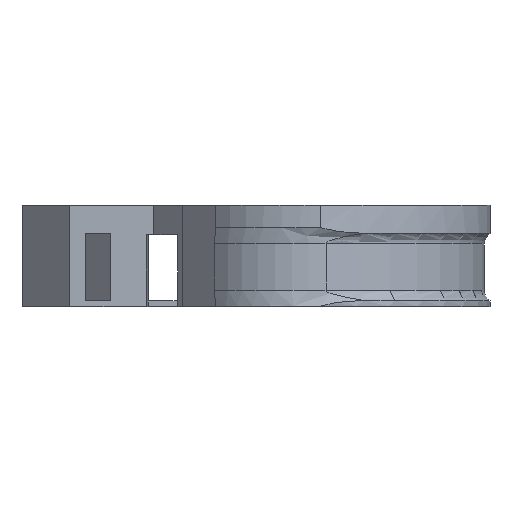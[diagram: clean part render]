
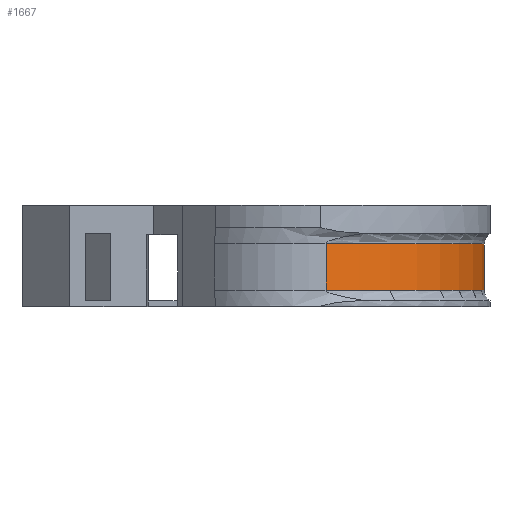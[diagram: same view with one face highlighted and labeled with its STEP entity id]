
A CAD part, top view. The second image highlights one B-rep face of the part: STEP entity #1667.
In plain terms, the highlighted cylindrical face has radius 9.867 mm (diameter 19.735 mm), a partial arc.
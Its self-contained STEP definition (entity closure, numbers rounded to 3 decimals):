
#57 = ORIENTED_EDGE ( 'NONE', *, *, #1893, .F. ) ;
#99 = AXIS2_PLACEMENT_3D ( 'NONE', #404, #236, #182 ) ;
#182 = DIRECTION ( 'NONE',  ( 1., 0., 0. ) ) ;
#236 = DIRECTION ( 'NONE',  ( 0., -1., 0. ) ) ;
#403 = CARTESIAN_POINT ( 'NONE',  ( 2.814, 0.716, 9.458 ) ) ;
#404 = CARTESIAN_POINT ( 'NONE',  ( 0., 0., 0. ) ) ;
#491 = DIRECTION ( 'NONE',  ( 0., -1., 0. ) ) ;
#504 = EDGE_CURVE ( 'NONE', #615, #2243, #2077, .T. ) ;
#506 = CARTESIAN_POINT ( 'NONE',  ( 9.867, 0., 0. ) ) ;
#615 = VERTEX_POINT ( 'NONE', #1568 ) ;
#652 = EDGE_CURVE ( 'NONE', #2243, #1421, #2448, .T. ) ;
#659 = CARTESIAN_POINT ( 'NONE',  ( 9.867, 0.716, 0. ) ) ;
#685 = ORIENTED_EDGE ( 'NONE', *, *, #504, .T. ) ;
#769 = DIRECTION ( 'NONE',  ( -1., 0., 0. ) ) ;
#958 = CARTESIAN_POINT ( 'NONE',  ( 0., 2.784, 0. ) ) ;
#986 = FACE_OUTER_BOUND ( 'NONE', #1585, .T. ) ;
#1090 = VECTOR ( 'NONE', #491, 1000. ) ;
#1117 = CARTESIAN_POINT ( 'NONE',  ( 0., 0.716, 0. ) ) ;
#1169 = CARTESIAN_POINT ( 'NONE',  ( 9.867, 2.784, 0. ) ) ;
#1373 = VERTEX_POINT ( 'NONE', #1169 ) ;
#1421 = VERTEX_POINT ( 'NONE', #659 ) ;
#1509 = DIRECTION ( 'NONE',  ( 0., 1., 0. ) ) ;
#1568 = CARTESIAN_POINT ( 'NONE',  ( 2.814, 2.784, 9.458 ) ) ;
#1585 = EDGE_LOOP ( 'NONE', ( #57, #2505, #685, #1883 ) ) ;
#1667 = ADVANCED_FACE ( 'NONE', ( #986 ), #2599, .T. ) ;
#1675 = LINE ( 'NONE', #506, #1090 ) ;
#1883 = ORIENTED_EDGE ( 'NONE', *, *, #652, .T. ) ;
#1893 = EDGE_CURVE ( 'NONE', #1373, #1421, #1675, .T. ) ;
#1915 = EDGE_CURVE ( 'NONE', #1373, #615, #2206, .T. ) ;
#2021 = VECTOR ( 'NONE', #2556, 1000. ) ;
#2077 = LINE ( 'NONE', #2417, #2021 ) ;
#2101 = DIRECTION ( 'NONE',  ( 0., -1., 0. ) ) ;
#2189 = AXIS2_PLACEMENT_3D ( 'NONE', #958, #2101, #769 ) ;
#2206 = CIRCLE ( 'NONE', #2189, 9.867 ) ;
#2223 = DIRECTION ( 'NONE',  ( 1., 0., 0. ) ) ;
#2243 = VERTEX_POINT ( 'NONE', #403 ) ;
#2417 = CARTESIAN_POINT ( 'NONE',  ( 2.814, 0., 9.458 ) ) ;
#2448 = CIRCLE ( 'NONE', #2750, 9.867 ) ;
#2505 = ORIENTED_EDGE ( 'NONE', *, *, #1915, .T. ) ;
#2556 = DIRECTION ( 'NONE',  ( 0., -1., 0. ) ) ;
#2599 = CYLINDRICAL_SURFACE ( 'NONE', #99, 9.867 ) ;
#2750 = AXIS2_PLACEMENT_3D ( 'NONE', #1117, #1509, #2223 ) ;
